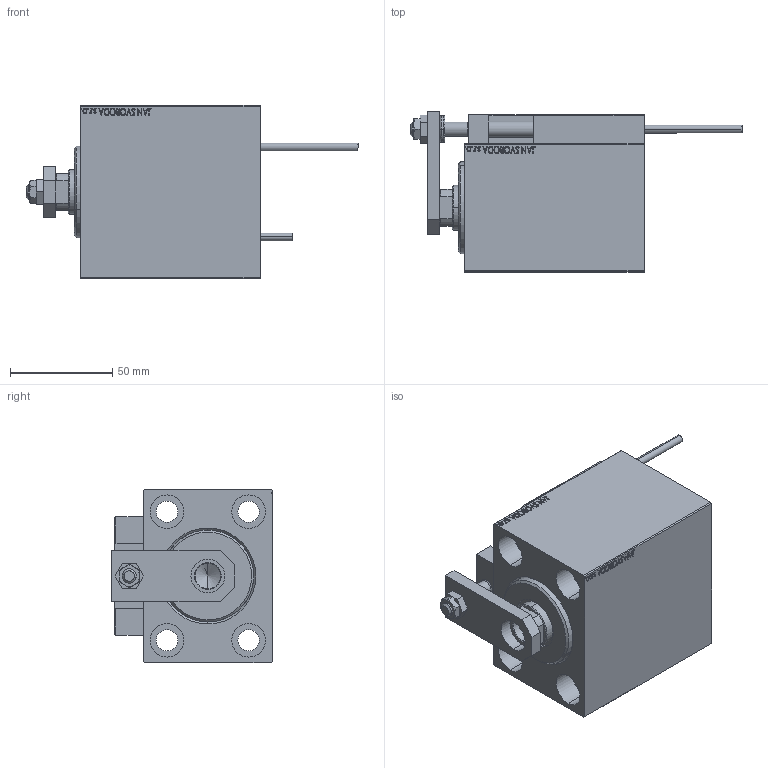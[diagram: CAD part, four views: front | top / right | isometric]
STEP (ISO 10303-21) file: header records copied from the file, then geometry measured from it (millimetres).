
FILE_DESCRIPTION (( 'STEP AP203' ), '1' );
FILE_NAME ('114f.STEP', '2021-03-18T23:54:57', ( '' ), ( '' ), 'SwSTEP 2.0', 'SolidWorks 2019', '' );
FILE_SCHEMA (( 'CONFIG_CONTROL_DESIGN' ));
Length unit declared in the file: millimetre
Products named in the file (16): KONCOVKA 61b0ce1b24f99d728d82fce17c9068c6; MAGNET 61b0ce1b24f99d728d82fce17c9068c6; 114f; NUT_D10 61b0ce1b24f99d728d82fce17c9068c6; ALLEN BOLT D5 61b0ce1b24f99d728d82fce17c9068c6; Block 61b0ce1b24f99d728d82fce17c9068c6; SWITCH DIM B,W 61b0ce1b24f99d728d82fce17c9068c6; V450CM_VC_B 61b0ce1b24f99d728d82fce17c9068c6; SWITCH X 61b0ce1b24f99d728d82fce17c9068c6; ALLEN BOLT D8 61b0ce1b24f99d728d82fce17c9068c6; TYC_L79 61b0ce1b24f99d728d82fce17c9068c6; V450CM_C_VCP 61b0ce1b24f99d728d82fce17c9068c6; V450CM_C 61b0ce1b24f99d728d82fce17c9068c6; ZARAZKA 61b0ce1b24f99d728d82fce17c9068c6; NUT_D12 61b0ce1b24f99d728d82fce17c9068c6; SWITCH_X_FRONT_BACK 61b0ce1b24f99d728d82fce17c9068c6
Assembly tree (25 placements, depth 3):
  114f
    V450CM_C 61b0ce1b24f99d728d82fce17c9068c6
    SWITCH X 61b0ce1b24f99d728d82fce17c9068c6
      SWITCH_X_FRONT_BACK 61b0ce1b24f99d728d82fce17c9068c6  x2
      TYC_L79 61b0ce1b24f99d728d82fce17c9068c6
      Block 61b0ce1b24f99d728d82fce17c9068c6  x2
      ALLEN BOLT D5 61b0ce1b24f99d728d82fce17c9068c6  x4
      ALLEN BOLT D8 61b0ce1b24f99d728d82fce17c9068c6  x4
      MAGNET 61b0ce1b24f99d728d82fce17c9068c6  x2
      KONCOVKA 61b0ce1b24f99d728d82fce17c9068c6  x2
    NUT_D12 61b0ce1b24f99d728d82fce17c9068c6
    SWITCH DIM B,W 61b0ce1b24f99d728d82fce17c9068c6
    ZARAZKA 61b0ce1b24f99d728d82fce17c9068c6
    NUT_D10 61b0ce1b24f99d728d82fce17c9068c6
    V450CM_C_VCP 61b0ce1b24f99d728d82fce17c9068c6
    V450CM_VC_B 61b0ce1b24f99d728d82fce17c9068c6
Bounding box: 162.7 x 78.5 x 85 mm (x, y, z)
Volume: 458017.2 mm3; surface area: 105799.4 mm2
Topology: 24 solids, 24 shells, 1295 faces, 3094 edges, 1978 vertices
Faces by surface type: plane 568, bspline 380, cylinder 186, cone 113, torus 44, sphere 4
Entity records: 50683 total; most frequent: CARTESIAN_POINT 26053, ORIENTED_EDGE 5208, DIRECTION 3511, EDGE_CURVE 2604, VERTEX_POINT 1702, VECTOR 1495, LINE 1495, EDGE_LOOP 1206
